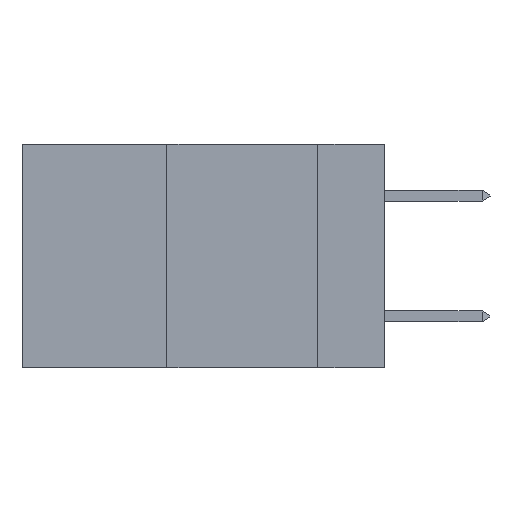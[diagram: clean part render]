
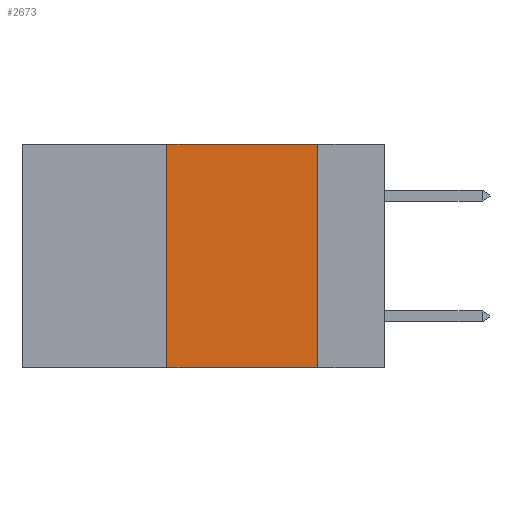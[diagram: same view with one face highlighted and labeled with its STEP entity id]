
A CAD part, left-side view. The second image highlights one B-rep face of the part: STEP entity #2673.
In plain terms, the highlighted planar face has unit normal (-1, 0, 0).
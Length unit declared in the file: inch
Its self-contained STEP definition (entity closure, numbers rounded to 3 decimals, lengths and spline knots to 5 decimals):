
#221 = FACE_OUTER_BOUND ( 'NONE', #7103, .T. ) ;
#294 = EDGE_CURVE ( 'NONE', #3073, #9965, #1295, .T. ) ;
#462 = CARTESIAN_POINT ( 'NONE',  ( 0., 0.6, 0. ) ) ;
#688 = DIRECTION ( 'NONE',  ( 1., 0., 0. ) ) ;
#1049 = DIRECTION ( 'NONE',  ( 0., 0., -1. ) ) ;
#1295 = LINE ( 'NONE', #6303, #3804 ) ;
#1497 = DIRECTION ( 'NONE',  ( 0., 0., -1. ) ) ;
#1714 = PLANE ( 'NONE',  #4411 ) ;
#1816 = ORIENTED_EDGE ( 'NONE', *, *, #8853, .F. ) ;
#2119 = DIRECTION ( 'NONE',  ( 0., -1., 0. ) ) ;
#2446 = CARTESIAN_POINT ( 'NONE',  ( 0., 0.36, 0. ) ) ;
#2574 = CARTESIAN_POINT ( 'NONE',  ( 0., 0.36, -0.37 ) ) ;
#2673 = ADVANCED_FACE ( 'NONE', ( #221 ), #1714, .F. ) ;
#3073 = VERTEX_POINT ( 'NONE', #2574 ) ;
#3155 = LINE ( 'NONE', #4849, #8680 ) ;
#3278 = LINE ( 'NONE', #2446, #7396 ) ;
#3320 = VERTEX_POINT ( 'NONE', #6206 ) ;
#3804 = VECTOR ( 'NONE', #8722, 39.37008 ) ;
#4411 = AXIS2_PLACEMENT_3D ( 'NONE', #10133, #688, #1049 ) ;
#4849 = CARTESIAN_POINT ( 'NONE',  ( 0., 0.11, 0. ) ) ;
#5582 = VECTOR ( 'NONE', #2119, 39.37008 ) ;
#5790 = DIRECTION ( 'NONE',  ( 0., 0., 1. ) ) ;
#5944 = EDGE_CURVE ( 'NONE', #8634, #9965, #3155, .T. ) ;
#6206 = CARTESIAN_POINT ( 'NONE',  ( 0., 0.36, 0. ) ) ;
#6303 = CARTESIAN_POINT ( 'NONE',  ( 0., 0.6, -0.37 ) ) ;
#6604 = ORIENTED_EDGE ( 'NONE', *, *, #294, .T. ) ;
#6901 = ORIENTED_EDGE ( 'NONE', *, *, #5944, .F. ) ;
#7103 = EDGE_LOOP ( 'NONE', ( #6901, #1816, #10652, #6604 ) ) ;
#7396 = VECTOR ( 'NONE', #5790, 39.37008 ) ;
#7438 = EDGE_CURVE ( 'NONE', #3073, #3320, #3278, .T. ) ;
#8634 = VERTEX_POINT ( 'NONE', #9545 ) ;
#8680 = VECTOR ( 'NONE', #1497, 39.37008 ) ;
#8722 = DIRECTION ( 'NONE',  ( 0., -1., 0. ) ) ;
#8853 = EDGE_CURVE ( 'NONE', #3320, #8634, #10665, .T. ) ;
#9545 = CARTESIAN_POINT ( 'NONE',  ( 0., 0.11, 0. ) ) ;
#9965 = VERTEX_POINT ( 'NONE', #10114 ) ;
#10114 = CARTESIAN_POINT ( 'NONE',  ( 0., 0.11, -0.37 ) ) ;
#10133 = CARTESIAN_POINT ( 'NONE',  ( 0., 0.6, 0. ) ) ;
#10652 = ORIENTED_EDGE ( 'NONE', *, *, #7438, .F. ) ;
#10665 = LINE ( 'NONE', #462, #5582 ) ;
